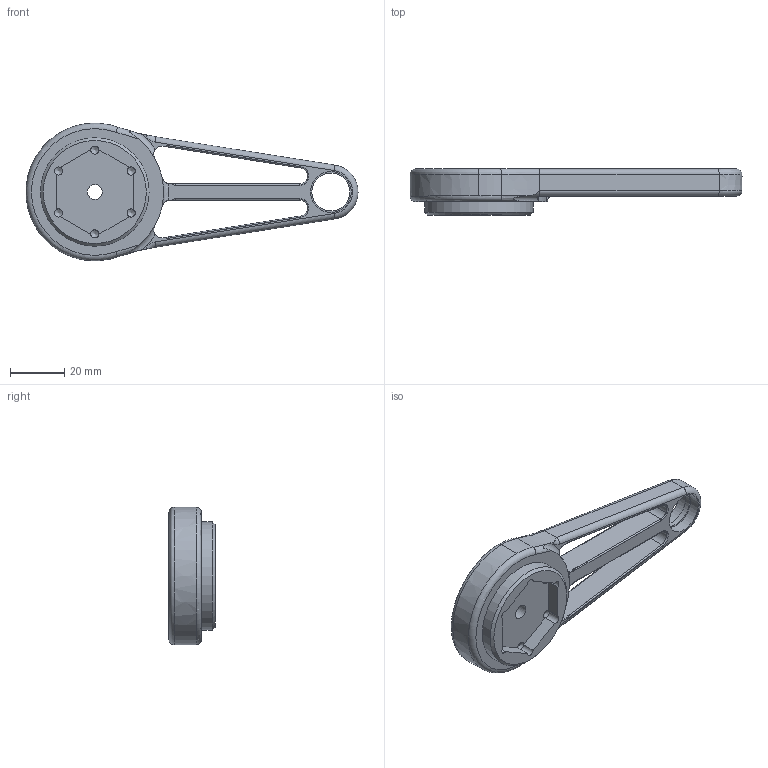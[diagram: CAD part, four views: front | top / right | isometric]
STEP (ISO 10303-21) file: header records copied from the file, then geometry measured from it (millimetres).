
FILE_DESCRIPTION( ( 'STEP AP203' ), '1' );
FILE_NAME( ' ', ' ', ( ' ' ), ( ' ' ), 'PSStep 10.0', ' ', ' ' );
FILE_SCHEMA( ( 'CONFIG_CONTROL_DESIGN' ) );
Length unit declared in the file: millimetre
Products named in the file (1): 1
Bounding box: 122.35 x 17 x 50.7 mm (x, y, z)
Volume: 34516.9 mm3; surface area: 12865.2 mm2
Topology: 1 solids, 1 shells, 134 faces, 345 edges, 210 vertices
Faces by surface type: cylinder 34, plane 30, cone 29, torus 27, bspline 8, extrusion 6
Full cylindrical faces by diameter (mm): 5.5 x1, 11.5 x1, 14 x1, 15 x2, 40 x1
Entity records: 6198 total; most frequent: CARTESIAN_POINT 3083, DIRECTION 640, ORIENTED_EDGE 634, EDGE_CURVE 317, AXIS2_PLACEMENT_3D 264, VERTEX_POINT 201, EDGE_LOOP 152, CIRCLE 143
